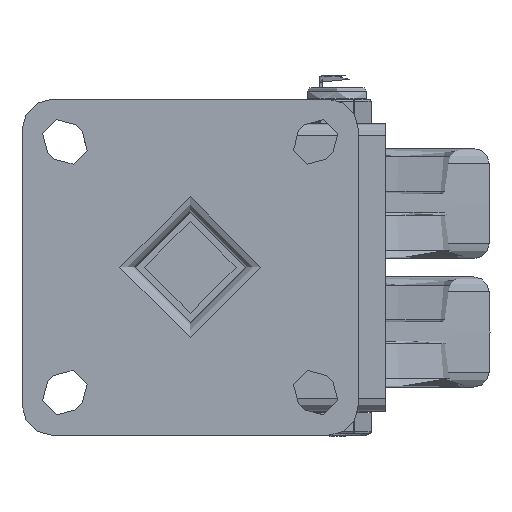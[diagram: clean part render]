
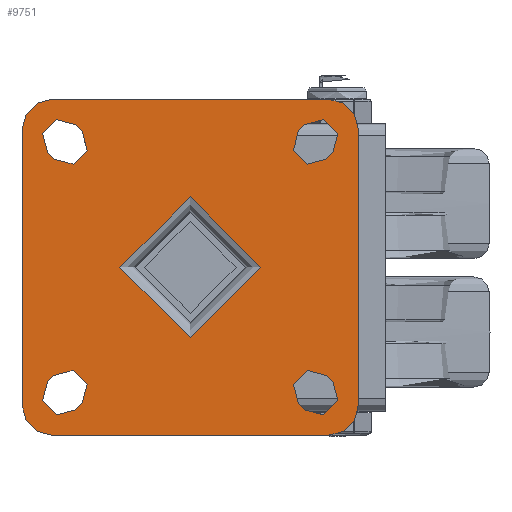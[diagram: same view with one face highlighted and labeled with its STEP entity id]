
A CAD part, top view. The second image highlights one B-rep face of the part: STEP entity #9751.
In plain terms, the highlighted planar face has unit normal (0, 0, 1).
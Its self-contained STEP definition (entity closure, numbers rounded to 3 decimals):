
#260=FACE_BOUND('',#1641,.T.);
#261=FACE_BOUND('',#1642,.T.);
#262=FACE_BOUND('',#1643,.T.);
#263=FACE_BOUND('',#1644,.T.);
#264=FACE_BOUND('',#1645,.T.);
#342=PLANE('',#10502);
#1053=FACE_OUTER_BOUND('',#1640,.T.);
#1640=EDGE_LOOP('',(#6800,#6801,#6802,#6803,#6804,#6805,#6806,#6807));
#1641=EDGE_LOOP('',(#6808));
#1642=EDGE_LOOP('',(#6809,#6810,#6811,#6812));
#1643=EDGE_LOOP('',(#6813,#6814,#6815,#6816));
#1644=EDGE_LOOP('',(#6817,#6818,#6819,#6820));
#1645=EDGE_LOOP('',(#6821,#6822,#6823,#6824));
#2292=LINE('',#14311,#3102);
#2294=LINE('',#14314,#3104);
#2296=LINE('',#14317,#3106);
#2297=LINE('',#14318,#3107);
#2298=LINE('',#14319,#3108);
#2299=LINE('',#14320,#3109);
#2300=LINE('',#14321,#3110);
#2301=LINE('',#14322,#3111);
#2302=LINE('',#14323,#3112);
#2303=LINE('',#14324,#3113);
#2304=LINE('',#14325,#3114);
#2305=LINE('',#14326,#3115);
#3102=VECTOR('',#11441,1000.);
#3104=VECTOR('',#11445,1000.);
#3106=VECTOR('',#11449,1000.);
#3107=VECTOR('',#11450,1000.);
#3108=VECTOR('',#11451,1000.);
#3109=VECTOR('',#11452,1000.);
#3110=VECTOR('',#11453,1000.);
#3111=VECTOR('',#11454,1000.);
#3112=VECTOR('',#11455,1000.);
#3113=VECTOR('',#11456,1000.);
#3114=VECTOR('',#11457,1000.);
#3115=VECTOR('',#11458,1000.);
#3877=CIRCLE('',#10394,3.25);
#3880=CIRCLE('',#10398,3.25);
#3881=CIRCLE('',#10400,3.25);
#3884=CIRCLE('',#10404,3.25);
#3885=CIRCLE('',#10406,3.25);
#3888=CIRCLE('',#10410,3.25);
#3889=CIRCLE('',#10412,3.25);
#3892=CIRCLE('',#10416,3.25);
#3902=CIRCLE('',#10432,11.5);
#3905=CIRCLE('',#10436,5.);
#3907=CIRCLE('',#10439,5.);
#3909=CIRCLE('',#10442,5.);
#3911=CIRCLE('',#10445,5.);
#4186=VERTEX_POINT('',#13586);
#4187=VERTEX_POINT('',#13587);
#4192=VERTEX_POINT('',#13598);
#4193=VERTEX_POINT('',#13600);
#4194=VERTEX_POINT('',#13604);
#4195=VERTEX_POINT('',#13605);
#4200=VERTEX_POINT('',#13616);
#4201=VERTEX_POINT('',#13618);
#4202=VERTEX_POINT('',#13622);
#4203=VERTEX_POINT('',#13623);
#4208=VERTEX_POINT('',#13634);
#4209=VERTEX_POINT('',#13636);
#4210=VERTEX_POINT('',#13640);
#4211=VERTEX_POINT('',#13641);
#4216=VERTEX_POINT('',#13652);
#4217=VERTEX_POINT('',#13654);
#4230=VERTEX_POINT('',#14181);
#4232=VERTEX_POINT('',#14187);
#4233=VERTEX_POINT('',#14188);
#4236=VERTEX_POINT('',#14196);
#4237=VERTEX_POINT('',#14197);
#4240=VERTEX_POINT('',#14205);
#4241=VERTEX_POINT('',#14206);
#4244=VERTEX_POINT('',#14214);
#4245=VERTEX_POINT('',#14215);
#5155=EDGE_CURVE('',#4186,#4187,#3877,.T.);
#5161=EDGE_CURVE('',#4193,#4192,#3880,.T.);
#5163=EDGE_CURVE('',#4194,#4195,#3881,.T.);
#5169=EDGE_CURVE('',#4201,#4200,#3884,.T.);
#5171=EDGE_CURVE('',#4202,#4203,#3885,.T.);
#5177=EDGE_CURVE('',#4209,#4208,#3888,.T.);
#5179=EDGE_CURVE('',#4210,#4211,#3889,.T.);
#5185=EDGE_CURVE('',#4217,#4216,#3892,.T.);
#5204=EDGE_CURVE('',#4230,#4230,#3902,.T.);
#5207=EDGE_CURVE('',#4232,#4233,#3905,.T.);
#5211=EDGE_CURVE('',#4236,#4237,#3907,.T.);
#5215=EDGE_CURVE('',#4240,#4241,#3909,.T.);
#5219=EDGE_CURVE('',#4244,#4245,#3911,.T.);
#5264=EDGE_CURVE('',#4245,#4236,#2292,.T.);
#5266=EDGE_CURVE('',#4237,#4232,#2294,.T.);
#5268=EDGE_CURVE('',#4241,#4244,#2296,.T.);
#5269=EDGE_CURVE('',#4233,#4240,#2297,.T.);
#5270=EDGE_CURVE('',#4187,#4193,#2298,.T.);
#5271=EDGE_CURVE('',#4192,#4186,#2299,.T.);
#5272=EDGE_CURVE('',#4195,#4201,#2300,.T.);
#5273=EDGE_CURVE('',#4200,#4194,#2301,.T.);
#5274=EDGE_CURVE('',#4203,#4209,#2302,.T.);
#5275=EDGE_CURVE('',#4208,#4202,#2303,.T.);
#5276=EDGE_CURVE('',#4211,#4217,#2304,.T.);
#5277=EDGE_CURVE('',#4216,#4210,#2305,.T.);
#6800=ORIENTED_EDGE('',*,*,#5219,.F.);
#6801=ORIENTED_EDGE('',*,*,#5268,.F.);
#6802=ORIENTED_EDGE('',*,*,#5215,.F.);
#6803=ORIENTED_EDGE('',*,*,#5269,.F.);
#6804=ORIENTED_EDGE('',*,*,#5207,.F.);
#6805=ORIENTED_EDGE('',*,*,#5266,.F.);
#6806=ORIENTED_EDGE('',*,*,#5211,.F.);
#6807=ORIENTED_EDGE('',*,*,#5264,.F.);
#6808=ORIENTED_EDGE('',*,*,#5204,.F.);
#6809=ORIENTED_EDGE('',*,*,#5270,.T.);
#6810=ORIENTED_EDGE('',*,*,#5161,.T.);
#6811=ORIENTED_EDGE('',*,*,#5271,.T.);
#6812=ORIENTED_EDGE('',*,*,#5155,.T.);
#6813=ORIENTED_EDGE('',*,*,#5272,.T.);
#6814=ORIENTED_EDGE('',*,*,#5169,.T.);
#6815=ORIENTED_EDGE('',*,*,#5273,.T.);
#6816=ORIENTED_EDGE('',*,*,#5163,.T.);
#6817=ORIENTED_EDGE('',*,*,#5274,.T.);
#6818=ORIENTED_EDGE('',*,*,#5177,.T.);
#6819=ORIENTED_EDGE('',*,*,#5275,.T.);
#6820=ORIENTED_EDGE('',*,*,#5171,.T.);
#6821=ORIENTED_EDGE('',*,*,#5276,.T.);
#6822=ORIENTED_EDGE('',*,*,#5185,.T.);
#6823=ORIENTED_EDGE('',*,*,#5277,.T.);
#6824=ORIENTED_EDGE('',*,*,#5179,.T.);
#9751=ADVANCED_FACE('',(#1053,#260,#261,#262,#263,#264),#342,.T.);
#10394=AXIS2_PLACEMENT_3D('',#13588,#11192,#11193);
#10398=AXIS2_PLACEMENT_3D('',#13601,#11203,#11204);
#10400=AXIS2_PLACEMENT_3D('',#13606,#11208,#11209);
#10404=AXIS2_PLACEMENT_3D('',#13619,#11219,#11220);
#10406=AXIS2_PLACEMENT_3D('',#13624,#11224,#11225);
#10410=AXIS2_PLACEMENT_3D('',#13637,#11235,#11236);
#10412=AXIS2_PLACEMENT_3D('',#13642,#11240,#11241);
#10416=AXIS2_PLACEMENT_3D('',#13655,#11251,#11252);
#10432=AXIS2_PLACEMENT_3D('',#14182,#11287,#11288);
#10436=AXIS2_PLACEMENT_3D('',#14189,#11295,#11296);
#10439=AXIS2_PLACEMENT_3D('',#14198,#11303,#11304);
#10442=AXIS2_PLACEMENT_3D('',#14207,#11311,#11312);
#10445=AXIS2_PLACEMENT_3D('',#14216,#11319,#11320);
#10502=AXIS2_PLACEMENT_3D('',#14316,#11447,#11448);
#11192=DIRECTION('center_axis',(0.,0.,-1.));
#11193=DIRECTION('ref_axis',(-1.,0.,0.));
#11203=DIRECTION('center_axis',(0.,0.,-1.));
#11204=DIRECTION('ref_axis',(-1.,0.,0.));
#11208=DIRECTION('center_axis',(0.,0.,-1.));
#11209=DIRECTION('ref_axis',(-1.,0.,0.));
#11219=DIRECTION('center_axis',(0.,0.,-1.));
#11220=DIRECTION('ref_axis',(-1.,0.,0.));
#11224=DIRECTION('center_axis',(0.,0.,-1.));
#11225=DIRECTION('ref_axis',(1.,0.,0.));
#11235=DIRECTION('center_axis',(0.,0.,-1.));
#11236=DIRECTION('ref_axis',(1.,0.,0.));
#11240=DIRECTION('center_axis',(0.,0.,-1.));
#11241=DIRECTION('ref_axis',(1.,0.,0.));
#11251=DIRECTION('center_axis',(0.,0.,-1.));
#11252=DIRECTION('ref_axis',(1.,0.,0.));
#11287=DIRECTION('center_axis',(0.,0.,1.));
#11288=DIRECTION('ref_axis',(0.,1.,0.));
#11295=DIRECTION('center_axis',(0.,0.,-1.));
#11296=DIRECTION('ref_axis',(-0.707,-0.707,0.));
#11303=DIRECTION('center_axis',(0.,0.,-1.));
#11304=DIRECTION('ref_axis',(0.707,-0.707,0.));
#11311=DIRECTION('center_axis',(0.,0.,-1.));
#11312=DIRECTION('ref_axis',(-0.707,0.707,0.));
#11319=DIRECTION('center_axis',(0.,0.,-1.));
#11320=DIRECTION('ref_axis',(0.707,0.707,0.));
#11441=DIRECTION('',(0.,-1.,0.));
#11445=DIRECTION('',(-1.,0.,0.));
#11447=DIRECTION('center_axis',(0.,0.,1.));
#11448=DIRECTION('ref_axis',(1.,0.,0.));
#11449=DIRECTION('',(1.,0.,0.));
#11450=DIRECTION('',(0.,1.,0.));
#11451=DIRECTION('',(0.707,-0.707,0.));
#11452=DIRECTION('',(-0.707,0.707,0.));
#11453=DIRECTION('',(0.707,0.707,0.));
#11454=DIRECTION('',(-0.707,-0.707,0.));
#11455=DIRECTION('',(-0.707,-0.707,0.));
#11456=DIRECTION('',(0.707,0.707,0.));
#11457=DIRECTION('',(-0.707,0.707,0.));
#11458=DIRECTION('',(0.707,-0.707,0.));
#13586=CARTESIAN_POINT('',(17.702,-22.298,0.));
#13587=CARTESIAN_POINT('',(22.298,-17.702,0.));
#13588=CARTESIAN_POINT('Origin',(20.,-20.,0.));
#13598=CARTESIAN_POINT('',(18.702,-23.298,0.));
#13600=CARTESIAN_POINT('',(23.298,-18.702,0.));
#13601=CARTESIAN_POINT('Origin',(21.,-21.,0.));
#13604=CARTESIAN_POINT('',(22.298,17.702,0.));
#13605=CARTESIAN_POINT('',(17.702,22.298,0.));
#13606=CARTESIAN_POINT('Origin',(20.,20.,0.));
#13616=CARTESIAN_POINT('',(23.298,18.702,0.));
#13618=CARTESIAN_POINT('',(18.702,23.298,0.));
#13619=CARTESIAN_POINT('Origin',(21.,21.,0.));
#13622=CARTESIAN_POINT('',(-22.298,-17.702,0.));
#13623=CARTESIAN_POINT('',(-17.702,-22.298,0.));
#13624=CARTESIAN_POINT('Origin',(-20.,-20.,0.));
#13634=CARTESIAN_POINT('',(-23.298,-18.702,0.));
#13636=CARTESIAN_POINT('',(-18.702,-23.298,0.));
#13637=CARTESIAN_POINT('Origin',(-21.,-21.,0.));
#13640=CARTESIAN_POINT('',(-17.702,22.298,0.));
#13641=CARTESIAN_POINT('',(-22.298,17.702,0.));
#13642=CARTESIAN_POINT('Origin',(-20.,20.,0.));
#13652=CARTESIAN_POINT('',(-18.702,23.298,0.));
#13654=CARTESIAN_POINT('',(-23.298,18.702,0.));
#13655=CARTESIAN_POINT('Origin',(-21.,21.,0.));
#14181=CARTESIAN_POINT('',(11.5,0.,0.));
#14182=CARTESIAN_POINT('Origin',(0.,0.,0.));
#14187=CARTESIAN_POINT('',(-22.5,-27.5,0.));
#14188=CARTESIAN_POINT('',(-27.5,-22.5,0.));
#14189=CARTESIAN_POINT('Origin',(-22.5,-22.5,0.));
#14196=CARTESIAN_POINT('',(27.5,-22.5,0.));
#14197=CARTESIAN_POINT('',(22.5,-27.5,0.));
#14198=CARTESIAN_POINT('Origin',(22.5,-22.5,0.));
#14205=CARTESIAN_POINT('',(-27.5,22.5,0.));
#14206=CARTESIAN_POINT('',(-22.5,27.5,0.));
#14207=CARTESIAN_POINT('Origin',(-22.5,22.5,0.));
#14214=CARTESIAN_POINT('',(22.5,27.5,0.));
#14215=CARTESIAN_POINT('',(27.5,22.5,0.));
#14216=CARTESIAN_POINT('Origin',(22.5,22.5,0.));
#14311=CARTESIAN_POINT('',(27.5,27.5,0.));
#14314=CARTESIAN_POINT('',(27.5,-27.5,0.));
#14316=CARTESIAN_POINT('Origin',(0.,0.,0.));
#14317=CARTESIAN_POINT('',(-27.5,27.5,0.));
#14318=CARTESIAN_POINT('',(-27.5,-27.5,0.));
#14319=CARTESIAN_POINT('',(23.298,-18.702,0.));
#14320=CARTESIAN_POINT('',(18.702,-23.298,0.));
#14321=CARTESIAN_POINT('',(18.702,23.298,0.));
#14322=CARTESIAN_POINT('',(23.298,18.702,0.));
#14323=CARTESIAN_POINT('',(-18.702,-23.298,0.));
#14324=CARTESIAN_POINT('',(-23.298,-18.702,0.));
#14325=CARTESIAN_POINT('',(-23.298,18.702,0.));
#14326=CARTESIAN_POINT('',(-18.702,23.298,0.));
